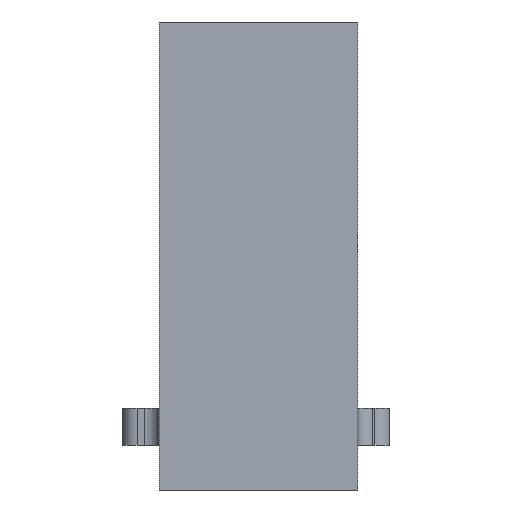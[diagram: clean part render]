
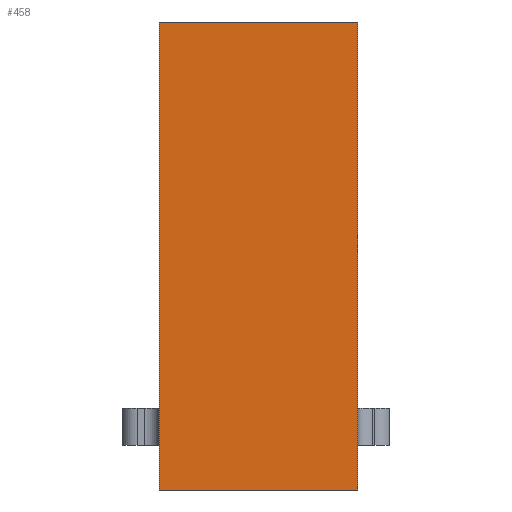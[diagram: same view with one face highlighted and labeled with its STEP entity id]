
A CAD part, left-side view. The second image highlights one B-rep face of the part: STEP entity #458.
In plain terms, the highlighted planar face has unit normal (-1, 0, 0).
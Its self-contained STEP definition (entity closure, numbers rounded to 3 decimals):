
#161 = CARTESIAN_POINT ( 'NONE',  ( -46.476, 54.79, 89. ) ) ;
#304 = EDGE_CURVE ( 'NONE', #1329, #336, #1769, .T. ) ;
#336 = VERTEX_POINT ( 'NONE', #161 ) ;
#400 = EDGE_LOOP ( 'NONE', ( #1592, #653, #1374, #1788 ) ) ;
#458 = ADVANCED_FACE ( 'NONE', ( #838 ), #844, .T. ) ;
#462 = VECTOR ( 'NONE', #576, 1000. ) ;
#534 = CARTESIAN_POINT ( 'NONE',  ( -46.476, 54.79, 152. ) ) ;
#576 = DIRECTION ( 'NONE',  ( 0., 1., 0. ) ) ;
#627 = VECTOR ( 'NONE', #1273, 1000. ) ;
#652 = CARTESIAN_POINT ( 'NONE',  ( -46.476, 54.79, 152. ) ) ;
#653 = ORIENTED_EDGE ( 'NONE', *, *, #1406, .F. ) ;
#693 = DIRECTION ( 'NONE',  ( -1., 0., 0. ) ) ;
#804 = LINE ( 'NONE', #1591, #1782 ) ;
#838 = FACE_OUTER_BOUND ( 'NONE', #400, .T. ) ;
#844 = PLANE ( 'NONE',  #1453 ) ;
#897 = DIRECTION ( 'NONE',  ( 0., 1., 0. ) ) ;
#1180 = EDGE_CURVE ( 'NONE', #1326, #1759, #804, .T. ) ;
#1273 = DIRECTION ( 'NONE',  ( 0., 0., -1. ) ) ;
#1326 = VERTEX_POINT ( 'NONE', #1953 ) ;
#1329 = VERTEX_POINT ( 'NONE', #534 ) ;
#1357 = CARTESIAN_POINT ( 'NONE',  ( -46.476, 81.49, 152. ) ) ;
#1374 = ORIENTED_EDGE ( 'NONE', *, *, #304, .F. ) ;
#1381 = LINE ( 'NONE', #1858, #462 ) ;
#1406 = EDGE_CURVE ( 'NONE', #336, #1326, #1381, .T. ) ;
#1453 = AXIS2_PLACEMENT_3D ( 'NONE', #1471, #693, #1945 ) ;
#1471 = CARTESIAN_POINT ( 'NONE',  ( -46.476, -22.631, 152. ) ) ;
#1565 = LINE ( 'NONE', #2003, #1590 ) ;
#1590 = VECTOR ( 'NONE', #897, 1000. ) ;
#1591 = CARTESIAN_POINT ( 'NONE',  ( -46.476, 81.49, 152. ) ) ;
#1592 = ORIENTED_EDGE ( 'NONE', *, *, #1180, .F. ) ;
#1759 = VERTEX_POINT ( 'NONE', #1357 ) ;
#1769 = LINE ( 'NONE', #652, #627 ) ;
#1782 = VECTOR ( 'NONE', #1891, 1000. ) ;
#1788 = ORIENTED_EDGE ( 'NONE', *, *, #1837, .T. ) ;
#1837 = EDGE_CURVE ( 'NONE', #1329, #1759, #1565, .T. ) ;
#1858 = CARTESIAN_POINT ( 'NONE',  ( -46.476, -22.631, 89. ) ) ;
#1891 = DIRECTION ( 'NONE',  ( 0., 0., 1. ) ) ;
#1945 = DIRECTION ( 'NONE',  ( 0., 1., 0. ) ) ;
#1953 = CARTESIAN_POINT ( 'NONE',  ( -46.476, 81.49, 89. ) ) ;
#2003 = CARTESIAN_POINT ( 'NONE',  ( -46.476, -22.631, 152. ) ) ;
